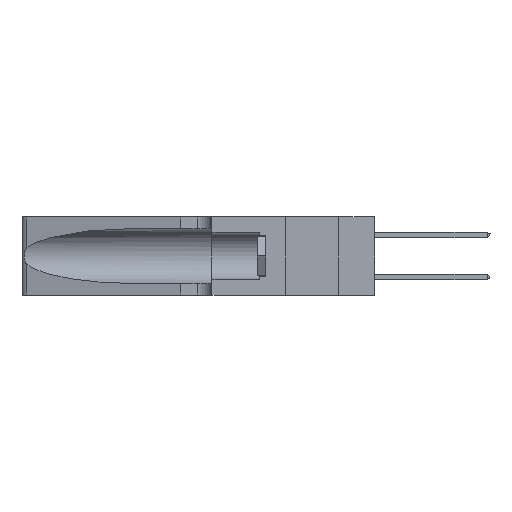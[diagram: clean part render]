
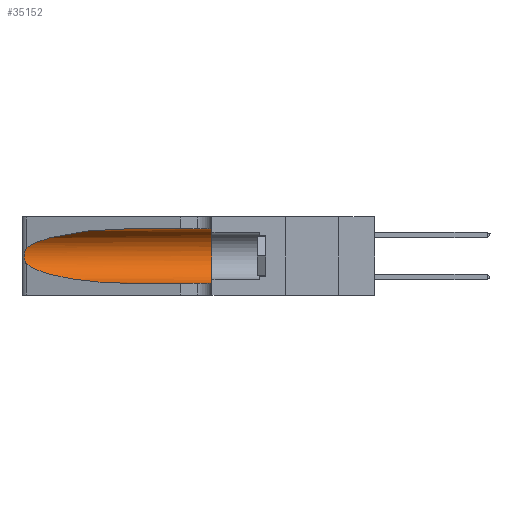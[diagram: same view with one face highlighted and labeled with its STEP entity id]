
A CAD part, left-side view. The second image highlights one B-rep face of the part: STEP entity #35152.
In plain terms, the highlighted cylindrical face has radius 3.308 mm (diameter 6.617 mm), a partial arc.
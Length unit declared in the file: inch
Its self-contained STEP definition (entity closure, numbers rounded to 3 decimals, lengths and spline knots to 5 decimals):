
#552 = CARTESIAN_POINT ( 'NONE',  ( 0.1305, 0.35, 0.185 ) ) ;
#1204 = AXIS2_PLACEMENT_3D ( 'NONE', #552, #36013, #7141 ) ;
#1795 = CARTESIAN_POINT ( 'NONE',  ( 0.1305, 0.72297, 0.31525 ) ) ;
#2684 = VECTOR ( 'NONE', #13670, 39.37008 ) ;
#2769 = CARTESIAN_POINT ( 'NONE',  ( 0.25487, 1.22718, 0.14631 ) ) ;
#2935 = ORIENTED_EDGE ( 'NONE', *, *, #15362, .T. ) ;
#2949 = CIRCLE ( 'NONE', #1204, 0.13025 ) ;
#3057 = ORIENTED_EDGE ( 'NONE', *, *, #5681, .T. ) ;
#3946 = CYLINDRICAL_SURFACE ( 'NONE', #5507, 0.13025 ) ;
#4081 = DIRECTION ( 'NONE',  ( 0., -1., 0. ) ) ;
#4506 = CARTESIAN_POINT ( 'NONE',  ( 0.25856, 1.23593, 0.16098 ) ) ;
#5028 = CARTESIAN_POINT ( 'NONE',  ( 0.25487, 1.22718, 0.22369 ) ) ;
#5228 = VERTEX_POINT ( 'NONE', #15743 ) ;
#5507 = AXIS2_PLACEMENT_3D ( 'NONE', #10515, #4081, #19855 ) ;
#5681 = EDGE_CURVE ( 'NONE', #7970, #38902, #34443, .T. ) ;
#7141 = DIRECTION ( 'NONE',  ( 0., 0., 1. ) ) ;
#7416 = CARTESIAN_POINT ( 'NONE',  ( 0.25639, 1.23186, 0.15144 ) ) ;
#7970 = VERTEX_POINT ( 'NONE', #35746 ) ;
#8963 = FACE_OUTER_BOUND ( 'NONE', #15387, .T. ) ;
#9096 = EDGE_CURVE ( 'NONE', #7970, #5228, #36605, .T. ) ;
#10497 = CARTESIAN_POINT ( 'NONE',  ( 0.26075, 1.23896, 0.19203 ) ) ;
#10515 = CARTESIAN_POINT ( 'NONE',  ( 0.1305, 1.61858, 0.185 ) ) ;
#10645 = CARTESIAN_POINT ( 'NONE',  ( 0.25487, 1.22718, 0.14631 ) ) ;
#11607 = CARTESIAN_POINT ( 'NONE',  ( 0.18966, 0.96281, 0.31525 ) ) ;
#12288 = ORIENTED_EDGE ( 'NONE', *, *, #35181, .F. ) ;
#13670 = DIRECTION ( 'NONE',  ( 0., -1., 0. ) ) ;
#13729 = CARTESIAN_POINT ( 'NONE',  ( 0.25789, 1.23486, 0.15765 ) ) ;
#13854 = VERTEX_POINT ( 'NONE', #27935 ) ;
#15299 = EDGE_CURVE ( 'NONE', #38902, #28035, #38324, .T. ) ;
#15362 = EDGE_CURVE ( 'NONE', #28035, #13854, #20683, .T. ) ;
#15387 = EDGE_LOOP ( 'NONE', ( #3057, #29879, #2935, #28801, #12288, #19052 ) ) ;
#15743 = CARTESIAN_POINT ( 'NONE',  ( 0.1305, 0.35, 0.31525 ) ) ;
#16865 = CARTESIAN_POINT ( 'NONE',  ( 0.26018, 1.23835, 0.19895 ) ) ;
#17116 = CARTESIAN_POINT ( 'NONE',  ( 0.1305, 1.61858, 0.31525 ) ) ;
#19052 = ORIENTED_EDGE ( 'NONE', *, *, #9096, .F. ) ;
#19205 = CARTESIAN_POINT ( 'NONE',  ( 0.25487, 1.22718, 0.22369 ) ) ;
#19855 = DIRECTION ( 'NONE',  ( 0., 0., -1. ) ) ;
#20577 = CARTESIAN_POINT ( 'NONE',  ( 0.25854, 1.2359, 0.20912 ) ) ;
#20683 =( BOUNDED_CURVE ( )  B_SPLINE_CURVE ( 3, ( #2769, #34581, #31414, #21823 ),
 .UNSPECIFIED., .F., .F. ) 
 B_SPLINE_CURVE_WITH_KNOTS ( ( 4, 4 ),
 ( 3.44316, 4.71239 ),
 .UNSPECIFIED. ) 
 CURVE ( )  GEOMETRIC_REPRESENTATION_ITEM ( )  RATIONAL_B_SPLINE_CURVE ( ( 1., 0.87, 0.87, 1. ) ) 
 REPRESENTATION_ITEM ( '' )  );
#20727 = CARTESIAN_POINT ( 'NONE',  ( 0.25787, 1.23484, 0.2124 ) ) ;
#20745 = CARTESIAN_POINT ( 'NONE',  ( 0.25487, 1.22718, 0.22369 ) ) ;
#21623 = CARTESIAN_POINT ( 'NONE',  ( 0.1305, 1.61858, 0.05475 ) ) ;
#21823 = CARTESIAN_POINT ( 'NONE',  ( 0.1305, 0.72297, 0.05475 ) ) ;
#22736 = CARTESIAN_POINT ( 'NONE',  ( 0.25555, 1.22994, 0.2215 ) ) ;
#23959 = CARTESIAN_POINT ( 'NONE',  ( 0.26075, 1.23896, 0.178 ) ) ;
#24206 = VECTOR ( 'NONE', #31344, 39.37008 ) ;
#26887 = VERTEX_POINT ( 'NONE', #40029 ) ;
#27217 = CARTESIAN_POINT ( 'NONE',  ( 0.25555, 1.22993, 0.14849 ) ) ;
#27313 = CARTESIAN_POINT ( 'NONE',  ( 0.25487, 1.22718, 0.14631 ) ) ;
#27935 = CARTESIAN_POINT ( 'NONE',  ( 0.1305, 0.72297, 0.05475 ) ) ;
#28035 = VERTEX_POINT ( 'NONE', #27313 ) ;
#28801 = ORIENTED_EDGE ( 'NONE', *, *, #34683, .T. ) ;
#29879 = ORIENTED_EDGE ( 'NONE', *, *, #15299, .T. ) ;
#31344 = DIRECTION ( 'NONE',  ( 0., -1., 0. ) ) ;
#31414 = CARTESIAN_POINT ( 'NONE',  ( 0.18966, 0.96281, 0.05475 ) ) ;
#34443 =( BOUNDED_CURVE ( )  B_SPLINE_CURVE ( 3, ( #1795, #11607, #40625, #5028 ),
 .UNSPECIFIED., .F., .F. ) 
 B_SPLINE_CURVE_WITH_KNOTS ( ( 4, 4 ),
 ( 1.5708, 2.84003 ),
 .UNSPECIFIED. ) 
 CURVE ( )  GEOMETRIC_REPRESENTATION_ITEM ( )  RATIONAL_B_SPLINE_CURVE ( ( 1., 0.87, 0.87, 1. ) ) 
 REPRESENTATION_ITEM ( '' )  );
#34581 = CARTESIAN_POINT ( 'NONE',  ( 0.2373, 1.15595, 0.08982 ) ) ;
#34683 = EDGE_CURVE ( 'NONE', #13854, #26887, #38402, .T. ) ;
#35152 = ADVANCED_FACE ( 'NONE', ( #8963 ), #3946, .F. ) ;
#35181 = EDGE_CURVE ( 'NONE', #5228, #26887, #2949, .T. ) ;
#35746 = CARTESIAN_POINT ( 'NONE',  ( 0.1305, 0.72297, 0.31525 ) ) ;
#36013 = DIRECTION ( 'NONE',  ( 0., 1., 0. ) ) ;
#36438 = CARTESIAN_POINT ( 'NONE',  ( 0.26017, 1.23833, 0.17102 ) ) ;
#36605 = LINE ( 'NONE', #17116, #2684 ) ;
#38324 = B_SPLINE_CURVE_WITH_KNOTS ( 'NONE', 3,
 ( #19205, #22736, #39694, #20727, #20577, #16865, #10497, #23959, #36438, #4506, #13729, #7416, #27217, #10645 ),
 .UNSPECIFIED., .F., .F.,
 ( 4, 2, 2, 2, 2, 2, 4 ),
 ( 0., 0.00027, 0.00053, 0.00107, 0.0016, 0.00187, 0.00214 ),
 .UNSPECIFIED. ) ;
#38402 = LINE ( 'NONE', #21623, #24206 ) ;
#38902 = VERTEX_POINT ( 'NONE', #20745 ) ;
#39694 = CARTESIAN_POINT ( 'NONE',  ( 0.25639, 1.23184, 0.21858 ) ) ;
#40029 = CARTESIAN_POINT ( 'NONE',  ( 0.1305, 0.35, 0.05475 ) ) ;
#40625 = CARTESIAN_POINT ( 'NONE',  ( 0.2373, 1.15595, 0.28018 ) ) ;
